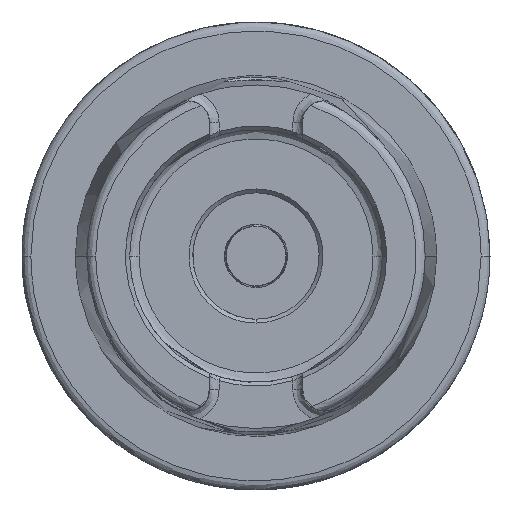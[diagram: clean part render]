
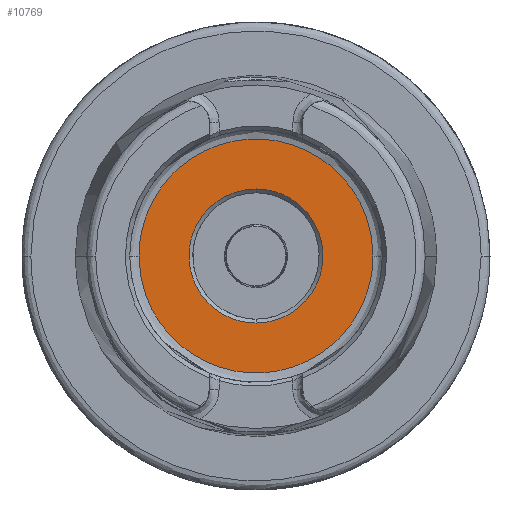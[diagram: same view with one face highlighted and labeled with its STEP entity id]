
A CAD part, left-side view. The second image highlights one B-rep face of the part: STEP entity #10769.
In plain terms, the highlighted free-form (B-spline) face has degree [1, 1] with [2, 2] control points.
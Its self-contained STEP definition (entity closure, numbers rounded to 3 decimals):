
#83 = ORIENTED_EDGE ( 'NONE', *, *, #5573, .T. ) ;
#186 = CARTESIAN_POINT ( 'NONE',  ( 10.05, -4.121, -15.341 ) ) ;
#670 = CARTESIAN_POINT ( 'NONE',  ( 10.05, -7.934, 13.762 ) ) ;
#776 = CARTESIAN_POINT ( 'NONE',  ( 10.05, 0., -9.025 ) ) ;
#1111 = B_SPLINE_CURVE_WITH_KNOTS ( 'NONE', 3,
 ( #6414, #15039, #16494, #7866, #17921, #9309, #670, #10746, #2112, #12193, #3556, #13641, #4999, #15096, #6474, #16549, #7919, #17986 ),
 .UNSPECIFIED., .F., .F.,
 ( 4, 2, 2, 2, 2, 2, 2, 2, 4 ),
 ( 0., 0.393, 0.785, 1.178, 1.571, 1.963, 2.356, 2.749, 3.142 ),
 .UNSPECIFIED. ) ;
#1162 = VERTEX_POINT ( 'NONE', #11468 ) ;
#1637 = CARTESIAN_POINT ( 'NONE',  ( 10.05, -9.678, -12.596 ) ) ;
#2112 = CARTESIAN_POINT ( 'NONE',  ( 10.05, -2.063, 15.75 ) ) ;
#2203 = CARTESIAN_POINT ( 'NONE',  ( 10.05, 0., 9.025 ) ) ;
#2369 = B_SPLINE_SURFACE_WITH_KNOTS ( 'NONE', 1, 1, ( 
 ( #11014, #13718 ),
 ( #2374, #12469 ) ),
 .UNSPECIFIED., .F., .F., .F.,
 ( 2, 2 ),
 ( 2, 2 ),
 ( 0., 1. ),
 ( 0., 1. ),
 .UNSPECIFIED. ) ;
#2374 = CARTESIAN_POINT ( 'NONE',  ( 10.05, -15.939, -15.939 ) ) ;
#2463 = FACE_BOUND ( 'NONE', #13700, .T. ) ;
#3067 = CARTESIAN_POINT ( 'NONE',  ( 10.05, -13.762, -7.934 ) ) ;
#3380 = CARTESIAN_POINT ( 'NONE',  ( 10.05, 9.025, 0. ) ) ;
#3556 = CARTESIAN_POINT ( 'NONE',  ( 10.05, 4.121, 15.341 ) ) ;
#3591 = ORIENTED_EDGE ( 'NONE', *, *, #9381, .T. ) ;
#4454 = CARTESIAN_POINT ( 'NONE',  ( 10.05, 13.762, -7.934 ) ) ;
#4505 = EDGE_CURVE ( 'NONE', #6342, #1162, #10489, .T. ) ;
#4522 = CARTESIAN_POINT ( 'NONE',  ( 10.05, -15.75, -2.063 ) ) ;
#4842 = CARTESIAN_POINT ( 'NONE',  ( 10.05, 5.287, -9.025 ) ) ;
#4999 = CARTESIAN_POINT ( 'NONE',  ( 10.05, 9.678, 12.596 ) ) ;
#5461 = CARTESIAN_POINT ( 'NONE',  ( 10.05, 0., 9.025 ) ) ;
#5573 = EDGE_CURVE ( 'NONE', #9736, #10396, #1111, .T. ) ;
#5613 =( BOUNDED_CURVE ( )  B_SPLINE_CURVE ( 3, ( #776, #9409, #10843, #2203 ),
 .UNSPECIFIED., .F., .F. ) 
 B_SPLINE_CURVE_WITH_KNOTS ( ( 4, 4 ),
 ( -3.142, 0. ),
 .UNSPECIFIED. ) 
 CURVE ( )  GEOMETRIC_REPRESENTATION_ITEM ( )  RATIONAL_B_SPLINE_CURVE ( ( 1., 0.333, 0.333, 1. ) ) 
 REPRESENTATION_ITEM ( '' )  );
#5903 = CARTESIAN_POINT ( 'NONE',  ( 10.05, 9.678, -12.596 ) ) ;
#6323 = FACE_OUTER_BOUND ( 'NONE', #16261, .T. ) ;
#6342 = VERTEX_POINT ( 'NONE', #5461 ) ;
#6414 = CARTESIAN_POINT ( 'NONE',  ( 10.05, -15.75, 0. ) ) ;
#6474 = CARTESIAN_POINT ( 'NONE',  ( 10.05, 13.762, 7.934 ) ) ;
#7363 = CARTESIAN_POINT ( 'NONE',  ( 10.05, 4.121, -15.341 ) ) ;
#7686 = CARTESIAN_POINT ( 'NONE',  ( 10.05, 0., 9.025 ) ) ;
#7866 = CARTESIAN_POINT ( 'NONE',  ( 10.05, -13.762, 7.934 ) ) ;
#7919 = CARTESIAN_POINT ( 'NONE',  ( 10.05, 15.75, 2.063 ) ) ;
#8814 = CARTESIAN_POINT ( 'NONE',  ( 10.05, -2.063, -15.75 ) ) ;
#9140 = CARTESIAN_POINT ( 'NONE',  ( 10.05, 5.287, 9.025 ) ) ;
#9309 = CARTESIAN_POINT ( 'NONE',  ( 10.05, -9.678, 12.596 ) ) ;
#9381 = EDGE_CURVE ( 'NONE', #10396, #9736, #9615, .T. ) ;
#9409 = CARTESIAN_POINT ( 'NONE',  ( 10.05, -18.05, -9.025 ) ) ;
#9615 = B_SPLINE_CURVE_WITH_KNOTS ( 'NONE', 3,
 ( #11507, #10212, #13093, #4454, #14541, #5903, #15997, #7363, #17437, #8814, #186, #10279, #1637, #11695, #3067, #13163, #4522, #14602 ),
 .UNSPECIFIED., .F., .F.,
 ( 4, 2, 2, 2, 2, 2, 2, 2, 4 ),
 ( 0., 0.393, 0.785, 1.178, 1.571, 1.963, 2.356, 2.749, 3.142 ),
 .UNSPECIFIED. ) ;
#9736 = VERTEX_POINT ( 'NONE', #15120 ) ;
#10000 = ORIENTED_EDGE ( 'NONE', *, *, #15573, .F. ) ;
#10194 = ORIENTED_EDGE ( 'NONE', *, *, #4505, .F. ) ;
#10212 = CARTESIAN_POINT ( 'NONE',  ( 10.05, 15.75, -2.063 ) ) ;
#10279 = CARTESIAN_POINT ( 'NONE',  ( 10.05, -7.934, -13.762 ) ) ;
#10396 = VERTEX_POINT ( 'NONE', #16344 ) ;
#10489 =( BOUNDED_CURVE ( )  B_SPLINE_CURVE ( 3, ( #7686, #9140, #12024, #3380, #13474, #4842, #14920 ),
 .UNSPECIFIED., .F., .F. ) 
 B_SPLINE_CURVE_WITH_KNOTS ( ( 4, 3, 4 ),
 ( -3.142, -1.571, 0. ),
 .UNSPECIFIED. ) 
 CURVE ( )  GEOMETRIC_REPRESENTATION_ITEM ( )  RATIONAL_B_SPLINE_CURVE ( ( 1., 0.805, 0.805, 1., 0.805, 0.805, 1. ) ) 
 REPRESENTATION_ITEM ( '' )  );
#10746 = CARTESIAN_POINT ( 'NONE',  ( 10.05, -4.121, 15.341 ) ) ;
#10769 = ADVANCED_FACE ( 'NONE', ( #2463, #6323 ), #2369, .T. ) ;
#10843 = CARTESIAN_POINT ( 'NONE',  ( 10.05, -18.05, 9.025 ) ) ;
#11014 = CARTESIAN_POINT ( 'NONE',  ( 10.05, 15.939, -15.939 ) ) ;
#11468 = CARTESIAN_POINT ( 'NONE',  ( 10.05, 0., -9.025 ) ) ;
#11507 = CARTESIAN_POINT ( 'NONE',  ( 10.05, 15.75, 0. ) ) ;
#11695 = CARTESIAN_POINT ( 'NONE',  ( 10.05, -12.596, -9.678 ) ) ;
#12024 = CARTESIAN_POINT ( 'NONE',  ( 10.05, 9.025, 5.287 ) ) ;
#12193 = CARTESIAN_POINT ( 'NONE',  ( 10.05, 2.063, 15.75 ) ) ;
#12469 = CARTESIAN_POINT ( 'NONE',  ( 10.05, -15.939, 15.939 ) ) ;
#13093 = CARTESIAN_POINT ( 'NONE',  ( 10.05, 15.341, -4.121 ) ) ;
#13163 = CARTESIAN_POINT ( 'NONE',  ( 10.05, -15.341, -4.121 ) ) ;
#13474 = CARTESIAN_POINT ( 'NONE',  ( 10.05, 9.025, -5.287 ) ) ;
#13641 = CARTESIAN_POINT ( 'NONE',  ( 10.05, 7.934, 13.762 ) ) ;
#13700 = EDGE_LOOP ( 'NONE', ( #10194, #10000 ) ) ;
#13718 = CARTESIAN_POINT ( 'NONE',  ( 10.05, 15.939, 15.939 ) ) ;
#14541 = CARTESIAN_POINT ( 'NONE',  ( 10.05, 12.596, -9.678 ) ) ;
#14602 = CARTESIAN_POINT ( 'NONE',  ( 10.05, -15.75, 0. ) ) ;
#14920 = CARTESIAN_POINT ( 'NONE',  ( 10.05, 0., -9.025 ) ) ;
#15039 = CARTESIAN_POINT ( 'NONE',  ( 10.05, -15.75, 2.063 ) ) ;
#15096 = CARTESIAN_POINT ( 'NONE',  ( 10.05, 12.596, 9.678 ) ) ;
#15120 = CARTESIAN_POINT ( 'NONE',  ( 10.05, -15.75, 0. ) ) ;
#15573 = EDGE_CURVE ( 'NONE', #1162, #6342, #5613, .T. ) ;
#15997 = CARTESIAN_POINT ( 'NONE',  ( 10.05, 7.934, -13.762 ) ) ;
#16261 = EDGE_LOOP ( 'NONE', ( #83, #3591 ) ) ;
#16344 = CARTESIAN_POINT ( 'NONE',  ( 10.05, 15.75, 0. ) ) ;
#16494 = CARTESIAN_POINT ( 'NONE',  ( 10.05, -15.341, 4.121 ) ) ;
#16549 = CARTESIAN_POINT ( 'NONE',  ( 10.05, 15.341, 4.121 ) ) ;
#17437 = CARTESIAN_POINT ( 'NONE',  ( 10.05, 2.063, -15.75 ) ) ;
#17921 = CARTESIAN_POINT ( 'NONE',  ( 10.05, -12.596, 9.678 ) ) ;
#17986 = CARTESIAN_POINT ( 'NONE',  ( 10.05, 15.75, 0. ) ) ;
